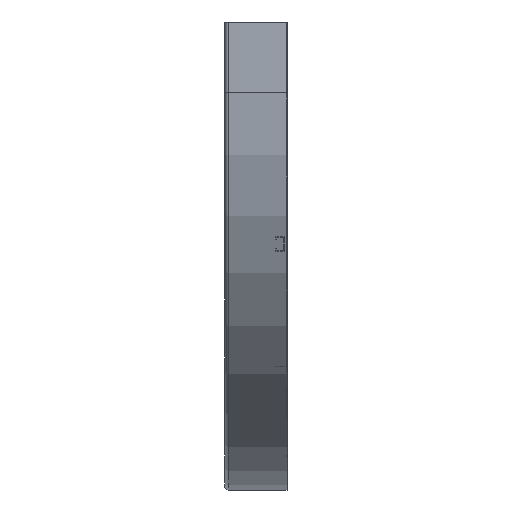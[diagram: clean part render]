
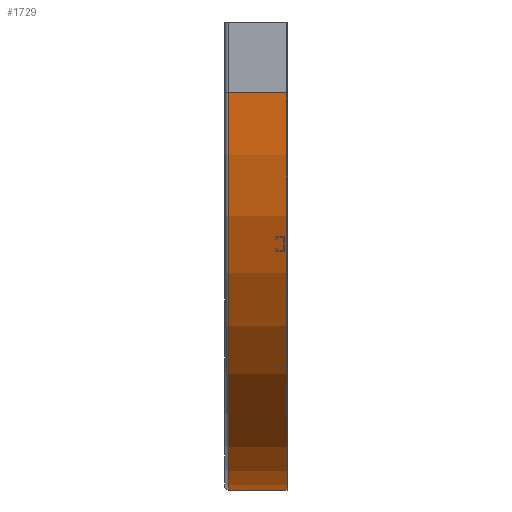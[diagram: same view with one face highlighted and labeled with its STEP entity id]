
A CAD part, left-side view. The second image highlights one B-rep face of the part: STEP entity #1729.
In plain terms, the highlighted cylindrical face has radius 700 mm (diameter 1400 mm), a partial arc.
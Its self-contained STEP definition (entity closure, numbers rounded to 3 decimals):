
#29 = CARTESIAN_POINT ( 'NONE',  ( -700., 0., -125. ) ) ;
#258 = VECTOR ( 'NONE', #2025, 1000. ) ;
#309 = ORIENTED_EDGE ( 'NONE', *, *, #342, .F. ) ;
#342 = EDGE_CURVE ( 'NONE', #1540, #417, #1801, .T. ) ;
#417 = VERTEX_POINT ( 'NONE', #1495 ) ;
#421 = CARTESIAN_POINT ( 'NONE',  ( -700., 0., -825. ) ) ;
#752 = AXIS2_PLACEMENT_3D ( 'NONE', #29, #1870, #941 ) ;
#900 = EDGE_LOOP ( 'NONE', ( #2028, #309, #1688, #1087 ) ) ;
#941 = DIRECTION ( 'NONE',  ( 0., 0., 1. ) ) ;
#1087 = ORIENTED_EDGE ( 'NONE', *, *, #2938, .T. ) ;
#1207 = VERTEX_POINT ( 'NONE', #421 ) ;
#1295 = CARTESIAN_POINT ( 'NONE',  ( -700., 104., -125. ) ) ;
#1302 = DIRECTION ( 'NONE',  ( 0., 1., 0. ) ) ;
#1312 = DIRECTION ( 'NONE',  ( 1., 0., 0. ) ) ;
#1353 = EDGE_CURVE ( 'NONE', #417, #2078, #2040, .T. ) ;
#1388 = VECTOR ( 'NONE', #1744, 1000. ) ;
#1495 = CARTESIAN_POINT ( 'NONE',  ( 0., 104., -125. ) ) ;
#1501 = CARTESIAN_POINT ( 'NONE',  ( -700., 0., -125. ) ) ;
#1540 = VERTEX_POINT ( 'NONE', #2033 ) ;
#1618 = CARTESIAN_POINT ( 'NONE',  ( -700., 0., -825. ) ) ;
#1688 = ORIENTED_EDGE ( 'NONE', *, *, #2112, .T. ) ;
#1729 = ADVANCED_FACE ( 'NONE', ( #2431 ), #2909, .T. ) ;
#1744 = DIRECTION ( 'NONE',  ( 0., 1., 0. ) ) ;
#1801 = LINE ( 'NONE', #1808, #1388 ) ;
#1808 = CARTESIAN_POINT ( 'NONE',  ( 0., 0., -125. ) ) ;
#1840 = DIRECTION ( 'NONE',  ( 0., 1., 0. ) ) ;
#1860 = DIRECTION ( 'NONE',  ( 0., 0., 1. ) ) ;
#1870 = DIRECTION ( 'NONE',  ( 0., 1., 0. ) ) ;
#1961 = AXIS2_PLACEMENT_3D ( 'NONE', #1295, #1302, #1312 ) ;
#2025 = DIRECTION ( 'NONE',  ( 0., 1., 0. ) ) ;
#2028 = ORIENTED_EDGE ( 'NONE', *, *, #1353, .F. ) ;
#2033 = CARTESIAN_POINT ( 'NONE',  ( 0., 0., -125. ) ) ;
#2040 = CIRCLE ( 'NONE', #1961, 700. ) ;
#2078 = VERTEX_POINT ( 'NONE', #2662 ) ;
#2112 = EDGE_CURVE ( 'NONE', #1540, #1207, #3105, .T. ) ;
#2284 = LINE ( 'NONE', #1618, #258 ) ;
#2431 = FACE_OUTER_BOUND ( 'NONE', #900, .T. ) ;
#2572 = AXIS2_PLACEMENT_3D ( 'NONE', #1501, #1840, #1860 ) ;
#2662 = CARTESIAN_POINT ( 'NONE',  ( -700., 104., -825. ) ) ;
#2909 = CYLINDRICAL_SURFACE ( 'NONE', #2572, 700. ) ;
#2938 = EDGE_CURVE ( 'NONE', #1207, #2078, #2284, .T. ) ;
#3105 = CIRCLE ( 'NONE', #752, 700. ) ;
